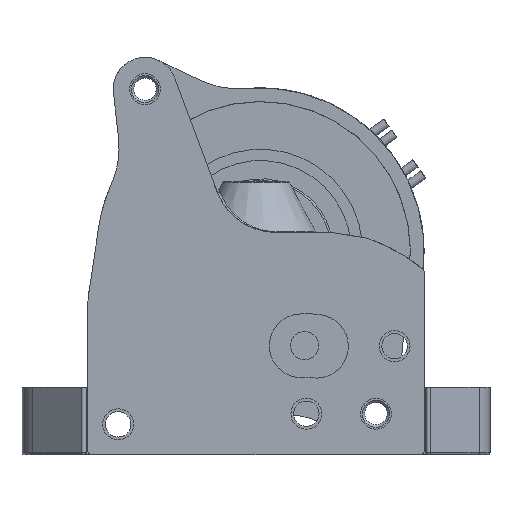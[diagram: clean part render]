
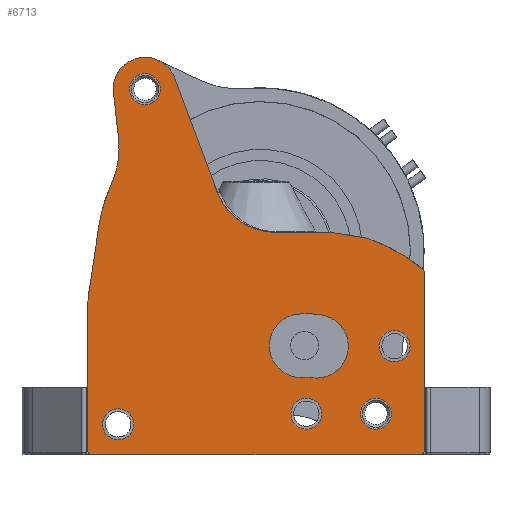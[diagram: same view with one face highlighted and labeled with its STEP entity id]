
A CAD part, front view. The second image highlights one B-rep face of the part: STEP entity #6713.
In plain terms, the highlighted planar face has unit normal (0, -1, 0).
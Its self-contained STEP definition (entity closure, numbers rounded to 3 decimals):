
#218=PLANE('',#7766);
#619=LINE('',#11582,#1034);
#631=LINE('',#11622,#1046);
#640=LINE('',#11649,#1055);
#654=LINE('',#11752,#1069);
#655=LINE('',#11755,#1070);
#656=LINE('',#11759,#1071);
#657=LINE('',#11763,#1072);
#658=LINE('',#11765,#1073);
#659=LINE('',#11771,#1074);
#1034=VECTOR('',#9047,1000.);
#1046=VECTOR('',#9071,1000.);
#1055=VECTOR('',#9088,1000.);
#1069=VECTOR('',#9198,1000.);
#1070=VECTOR('',#9201,1000.);
#1071=VECTOR('',#9204,1000.);
#1072=VECTOR('',#9207,1000.);
#1073=VECTOR('',#9208,1000.);
#1074=VECTOR('',#9213,1000.);
#2249=ORIENTED_EDGE('',*,*,#3654,.T.);
#2250=ORIENTED_EDGE('',*,*,#3651,.T.);
#2251=ORIENTED_EDGE('',*,*,#3682,.T.);
#2252=ORIENTED_EDGE('',*,*,#3735,.T.);
#2253=ORIENTED_EDGE('',*,*,#3736,.F.);
#2254=ORIENTED_EDGE('',*,*,#3737,.F.);
#2255=ORIENTED_EDGE('',*,*,#3689,.T.);
#2256=ORIENTED_EDGE('',*,*,#3670,.F.);
#2257=ORIENTED_EDGE('',*,*,#3676,.F.);
#2258=ORIENTED_EDGE('',*,*,#3738,.T.);
#2259=ORIENTED_EDGE('',*,*,#3739,.T.);
#2260=ORIENTED_EDGE('',*,*,#3740,.T.);
#2261=ORIENTED_EDGE('',*,*,#3741,.T.);
#2262=ORIENTED_EDGE('',*,*,#3742,.T.);
#2263=ORIENTED_EDGE('',*,*,#3743,.T.);
#2264=ORIENTED_EDGE('',*,*,#3744,.T.);
#2265=ORIENTED_EDGE('',*,*,#3745,.T.);
#2266=ORIENTED_EDGE('',*,*,#3746,.T.);
#2267=ORIENTED_EDGE('',*,*,#3747,.F.);
#2268=ORIENTED_EDGE('',*,*,#3748,.F.);
#2269=ORIENTED_EDGE('',*,*,#3749,.F.);
#2270=ORIENTED_EDGE('',*,*,#3750,.F.);
#2271=ORIENTED_EDGE('',*,*,#3751,.F.);
#2272=ORIENTED_EDGE('',*,*,#3752,.F.);
#2273=ORIENTED_EDGE('',*,*,#3753,.F.);
#2274=ORIENTED_EDGE('',*,*,#3754,.T.);
#2275=ORIENTED_EDGE('',*,*,#3755,.F.);
#3651=EDGE_CURVE('',#4488,#4491,#5015,.F.);
#3654=EDGE_CURVE('',#4494,#4488,#619,.T.);
#3670=EDGE_CURVE('',#4508,#4509,#631,.T.);
#3676=EDGE_CURVE('',#4513,#4508,#5021,.F.);
#3682=EDGE_CURVE('',#4491,#4517,#640,.T.);
#3689=EDGE_CURVE('',#4524,#4509,#5025,.T.);
#3735=EDGE_CURVE('',#4517,#4558,#5061,.T.);
#3736=EDGE_CURVE('',#4559,#4558,#654,.T.);
#3737=EDGE_CURVE('',#4524,#4559,#5062,.T.);
#3738=EDGE_CURVE('',#4513,#4560,#655,.T.);
#3739=EDGE_CURVE('',#4560,#4561,#5063,.T.);
#3740=EDGE_CURVE('',#4561,#4562,#656,.T.);
#3741=EDGE_CURVE('',#4562,#4563,#5064,.T.);
#3742=EDGE_CURVE('',#4563,#4564,#657,.T.);
#3743=EDGE_CURVE('',#4564,#4565,#658,.T.);
#3744=EDGE_CURVE('',#4565,#4566,#5065,.T.);
#3745=EDGE_CURVE('',#4566,#4567,#5066,.T.);
#3746=EDGE_CURVE('',#4567,#4494,#659,.T.);
#3747=EDGE_CURVE('',#4568,#4568,#5067,.T.);
#3748=EDGE_CURVE('',#4569,#4569,#5068,.T.);
#3749=EDGE_CURVE('',#4570,#4570,#5069,.T.);
#3750=EDGE_CURVE('',#4571,#4571,#5070,.T.);
#3751=EDGE_CURVE('',#4572,#4573,#5071,.T.);
#3752=EDGE_CURVE('',#4574,#4572,#5072,.T.);
#3753=EDGE_CURVE('',#4575,#4574,#5073,.T.);
#3754=EDGE_CURVE('',#4575,#4573,#5074,.T.);
#3755=EDGE_CURVE('',#4576,#4576,#5075,.T.);
#4488=VERTEX_POINT('',#11564);
#4491=VERTEX_POINT('',#11575);
#4494=VERTEX_POINT('',#11583);
#4508=VERTEX_POINT('',#11621);
#4509=VERTEX_POINT('',#11623);
#4513=VERTEX_POINT('',#11633);
#4517=VERTEX_POINT('',#11648);
#4524=VERTEX_POINT('',#11665);
#4558=VERTEX_POINT('',#11751);
#4559=VERTEX_POINT('',#11753);
#4560=VERTEX_POINT('',#11756);
#4561=VERTEX_POINT('',#11758);
#4562=VERTEX_POINT('',#11760);
#4563=VERTEX_POINT('',#11762);
#4564=VERTEX_POINT('',#11764);
#4565=VERTEX_POINT('',#11766);
#4566=VERTEX_POINT('',#11768);
#4567=VERTEX_POINT('',#11770);
#4568=VERTEX_POINT('',#11773);
#4569=VERTEX_POINT('',#11775);
#4570=VERTEX_POINT('',#11777);
#4571=VERTEX_POINT('',#11779);
#4572=VERTEX_POINT('',#11781);
#4573=VERTEX_POINT('',#11782);
#4574=VERTEX_POINT('',#11784);
#4575=VERTEX_POINT('',#11786);
#4576=VERTEX_POINT('',#11789);
#5015=CIRCLE('',#7707,7.014);
#5021=CIRCLE('',#7718,10.);
#5025=CIRCLE('',#7725,18.);
#5061=CIRCLE('',#7767,3.5);
#5062=CIRCLE('',#7768,10.);
#5063=CIRCLE('',#7769,0.4);
#5064=CIRCLE('',#7770,0.4);
#5065=CIRCLE('',#7771,0.4);
#5066=CIRCLE('',#7772,20.438);
#5067=CIRCLE('',#7773,1.7);
#5068=CIRCLE('',#7774,1.7);
#5069=CIRCLE('',#7775,1.7);
#5070=CIRCLE('',#7776,1.7);
#5071=CIRCLE('',#7777,3.5);
#5072=CIRCLE('',#7778,11.002);
#5073=CIRCLE('',#7779,3.5);
#5074=CIRCLE('',#7780,4.002);
#5075=CIRCLE('',#7781,1.7);
#5547=EDGE_LOOP('',(#2249,#2250,#2251,#2252,#2253,#2254,#2255,#2256,#2257,
#2258,#2259,#2260,#2261,#2262,#2263,#2264,#2265,#2266));
#5548=EDGE_LOOP('',(#2267));
#5549=EDGE_LOOP('',(#2268));
#5550=EDGE_LOOP('',(#2269));
#5551=EDGE_LOOP('',(#2270));
#5552=EDGE_LOOP('',(#2271,#2272,#2273,#2274));
#5553=EDGE_LOOP('',(#2275));
#6065=FACE_BOUND('',#5547,.T.);
#6066=FACE_BOUND('',#5548,.T.);
#6067=FACE_BOUND('',#5549,.T.);
#6068=FACE_BOUND('',#5550,.T.);
#6069=FACE_BOUND('',#5551,.T.);
#6070=FACE_BOUND('',#5552,.T.);
#6071=FACE_BOUND('',#5553,.T.);
#6713=ADVANCED_FACE('',(#6065,#6066,#6067,#6068,#6069,#6070,#6071),#218,
 .T.);
#7707=AXIS2_PLACEMENT_3D('',#11576,#9040,#9041);
#7718=AXIS2_PLACEMENT_3D('',#11634,#9080,#9081);
#7725=AXIS2_PLACEMENT_3D('',#11664,#9102,#9103);
#7766=AXIS2_PLACEMENT_3D('',#11749,#9194,#9195);
#7767=AXIS2_PLACEMENT_3D('',#11750,#9196,#9197);
#7768=AXIS2_PLACEMENT_3D('',#11754,#9199,#9200);
#7769=AXIS2_PLACEMENT_3D('',#11757,#9202,#9203);
#7770=AXIS2_PLACEMENT_3D('',#11761,#9205,#9206);
#7771=AXIS2_PLACEMENT_3D('',#11767,#9209,#9210);
#7772=AXIS2_PLACEMENT_3D('',#11769,#9211,#9212);
#7773=AXIS2_PLACEMENT_3D('',#11772,#9214,#9215);
#7774=AXIS2_PLACEMENT_3D('',#11774,#9216,#9217);
#7775=AXIS2_PLACEMENT_3D('',#11776,#9218,#9219);
#7776=AXIS2_PLACEMENT_3D('',#11778,#9220,#9221);
#7777=AXIS2_PLACEMENT_3D('',#11780,#9222,#9223);
#7778=AXIS2_PLACEMENT_3D('',#11783,#9224,#9225);
#7779=AXIS2_PLACEMENT_3D('',#11785,#9226,#9227);
#7780=AXIS2_PLACEMENT_3D('',#11787,#9228,#9229);
#7781=AXIS2_PLACEMENT_3D('',#11788,#9230,#9231);
#9040=DIRECTION('',(0.,-1.,0.));
#9041=DIRECTION('',(0.,0.,-1.));
#9047=DIRECTION('',(-1.,0.,0.));
#9071=DIRECTION('',(0.15,0.,0.989));
#9080=DIRECTION('',(0.,-1.,0.));
#9081=DIRECTION('',(0.,0.,-1.));
#9088=DIRECTION('',(-0.348,0.,0.937));
#9102=DIRECTION('',(0.,-1.,0.));
#9103=DIRECTION('',(0.,0.,-1.));
#9194=DIRECTION('',(0.,-1.,0.));
#9195=DIRECTION('',(1.,0.,0.));
#9196=DIRECTION('',(0.,-1.,0.));
#9197=DIRECTION('',(0.,0.,-1.));
#9198=DIRECTION('',(-0.112,0.,0.994));
#9199=DIRECTION('',(0.,-1.,0.));
#9200=DIRECTION('',(0.,0.,-1.));
#9201=DIRECTION('',(0.,0.,-1.));
#9202=DIRECTION('',(0.,-1.,0.));
#9203=DIRECTION('',(0.,0.,-1.));
#9204=DIRECTION('',(1.,0.,0.));
#9205=DIRECTION('',(0.,-1.,0.));
#9206=DIRECTION('',(0.,0.,-1.));
#9207=DIRECTION('',(0.,0.,1.));
#9208=DIRECTION('',(-0.001,0.,1.));
#9209=DIRECTION('',(0.,-1.,0.));
#9210=DIRECTION('',(0.,0.,-1.));
#9211=DIRECTION('',(0.,-1.,0.));
#9212=DIRECTION('',(0.,0.,-1.));
#9213=DIRECTION('',(-0.987,0.,0.159));
#9214=DIRECTION('',(0.,-1.,0.));
#9215=DIRECTION('',(0.,0.,-1.));
#9216=DIRECTION('',(0.,-1.,0.));
#9217=DIRECTION('',(0.,0.,-1.));
#9218=DIRECTION('',(0.,-1.,0.));
#9219=DIRECTION('',(0.,0.,-1.));
#9220=DIRECTION('',(0.,-1.,0.));
#9221=DIRECTION('',(0.,0.,-1.));
#9222=DIRECTION('',(0.,-1.,0.));
#9223=DIRECTION('',(0.,0.,-1.));
#9224=DIRECTION('',(0.,-1.,0.));
#9225=DIRECTION('',(0.,0.,-1.));
#9226=DIRECTION('',(0.,-1.,0.));
#9227=DIRECTION('',(0.,0.,-1.));
#9228=DIRECTION('',(0.,-1.,0.));
#9229=DIRECTION('',(0.,0.,-1.));
#9230=DIRECTION('',(0.,-1.,0.));
#9231=DIRECTION('',(0.,0.,-1.));
#11564=CARTESIAN_POINT('',(2.264,-15.9,24.431));
#11575=CARTESIAN_POINT('',(-4.311,-15.9,29.002));
#11576=CARTESIAN_POINT('',(2.264,-15.9,31.445));
#11582=CARTESIAN_POINT('',(8.174,-15.9,24.431));
#11583=CARTESIAN_POINT('',(8.427,-15.9,24.431));
#11621=CARTESIAN_POINT('',(-18.387,-15.9,17.889));
#11622=CARTESIAN_POINT('',(-17.388,-15.9,24.489));
#11623=CARTESIAN_POINT('',(-17.303,-15.9,25.051));
#11633=CARTESIAN_POINT('',(-18.5,-15.9,16.392));
#11634=CARTESIAN_POINT('',(-8.5,-15.9,16.392));
#11648=CARTESIAN_POINT('',(-8.929,-15.9,41.433));
#11649=CARTESIAN_POINT('',(-5.965,-15.9,33.453));
#11664=CARTESIAN_POINT('',(0.494,-15.9,22.357));
#11665=CARTESIAN_POINT('',(-15.94,-15.9,29.7));
#11749=CARTESIAN_POINT('',(0.,-15.9,21.857));
#11750=CARTESIAN_POINT('',(-12.21,-15.9,40.214));
#11751=CARTESIAN_POINT('',(-15.688,-15.9,39.822));
#11752=CARTESIAN_POINT('',(-13.492,-15.9,20.337));
#11753=CARTESIAN_POINT('',(-15.133,-15.9,34.899));
#11754=CARTESIAN_POINT('',(-25.07,-15.9,33.779));
#11755=CARTESIAN_POINT('',(-18.5,-15.9,33.148));
#11756=CARTESIAN_POINT('',(-18.5,-15.9,0.4));
#11757=CARTESIAN_POINT('',(-18.1,-15.9,0.4));
#11758=CARTESIAN_POINT('',(-18.1,-15.9,0.));
#11759=CARTESIAN_POINT('',(5.54,-15.9,0.));
#11760=CARTESIAN_POINT('',(18.1,-15.9,0.));
#11761=CARTESIAN_POINT('',(18.1,-15.9,0.4));
#11762=CARTESIAN_POINT('',(18.5,-15.9,0.4));
#11763=CARTESIAN_POINT('',(18.5,-15.9,5.968));
#11764=CARTESIAN_POINT('',(18.5,-15.9,11.936));
#11765=CARTESIAN_POINT('',(18.497,-15.9,17.152));
#11766=CARTESIAN_POINT('',(18.495,-15.9,20.118));
#11767=CARTESIAN_POINT('',(18.095,-15.9,20.117));
#11768=CARTESIAN_POINT('',(18.346,-15.9,20.429));
#11769=CARTESIAN_POINT('',(5.54,-15.9,4.5));
#11770=CARTESIAN_POINT('',(12.196,-15.9,23.824));
#11771=CARTESIAN_POINT('',(10.311,-15.9,24.128));
#11772=CARTESIAN_POINT('',(-15.163,-15.9,3.337));
#11773=CARTESIAN_POINT('',(-15.163,-15.9,1.637));
#11774=CARTESIAN_POINT('',(13.198,-15.9,4.5));
#11775=CARTESIAN_POINT('',(13.198,-15.9,2.8));
#11776=CARTESIAN_POINT('',(15.25,-15.9,11.934));
#11777=CARTESIAN_POINT('',(15.25,-15.9,10.234));
#11778=CARTESIAN_POINT('',(5.54,-15.9,4.5));
#11779=CARTESIAN_POINT('',(5.54,-15.9,2.8));
#11780=CARTESIAN_POINT('',(4.958,-15.9,11.98));
#11781=CARTESIAN_POINT('',(4.686,-15.9,15.469));
#11782=CARTESIAN_POINT('',(5.229,-15.9,8.49));
#11783=CARTESIAN_POINT('',(5.54,-15.9,4.5));
#11784=CARTESIAN_POINT('',(7.175,-15.9,15.38));
#11785=CARTESIAN_POINT('',(6.655,-15.9,11.919));
#11786=CARTESIAN_POINT('',(6.135,-15.9,8.458));
#11787=CARTESIAN_POINT('',(5.54,-15.9,4.5));
#11788=CARTESIAN_POINT('',(-12.21,-15.9,40.214));
#11789=CARTESIAN_POINT('',(-12.21,-15.9,38.514));
